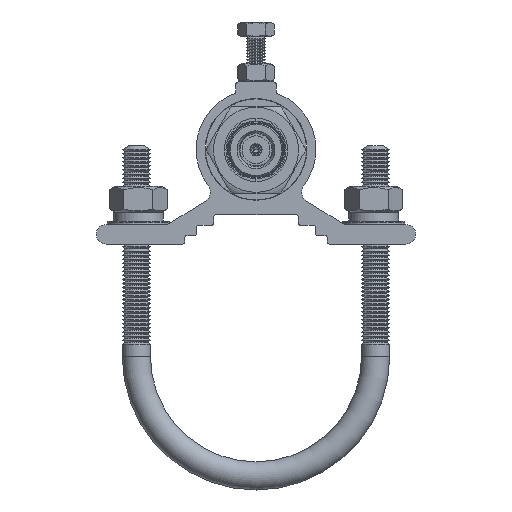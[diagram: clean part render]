
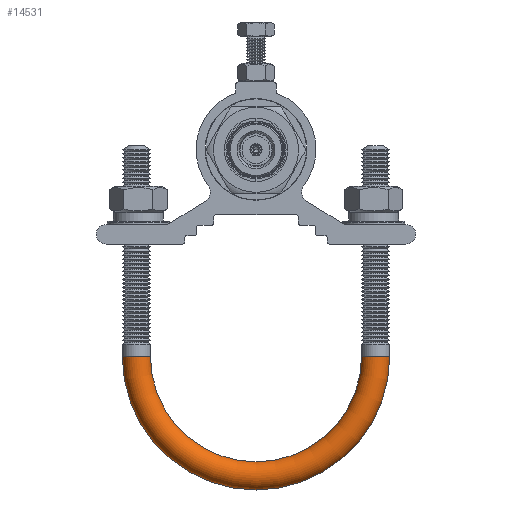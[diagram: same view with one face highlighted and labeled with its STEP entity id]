
A CAD part, front view. The second image highlights one B-rep face of the part: STEP entity #14531.
In plain terms, the highlighted toroidal (fillet/blend) face has major radius 30 mm and minor radius 3.531 mm.
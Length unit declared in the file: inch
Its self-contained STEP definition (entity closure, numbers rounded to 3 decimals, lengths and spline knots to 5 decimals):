
#950 = VERTEX_POINT ( 'NONE', #37479 ) ;
#1054 = CARTESIAN_POINT ( 'NONE',  ( 0., 0., 0. ) ) ;
#3688 = VERTEX_POINT ( 'NONE', #37491 ) ;
#4180 = AXIS2_PLACEMENT_3D ( 'NONE', #37990, #8426, #33527 ) ;
#4500 = DIRECTION ( 'NONE',  ( -1., 0., 0. ) ) ;
#4799 = CIRCLE ( 'NONE', #6638, 1.3201 ) ;
#6638 = AXIS2_PLACEMENT_3D ( 'NONE', #9363, #21310, #12702 ) ;
#7054 = CARTESIAN_POINT ( 'NONE',  ( 1.0421, 0., 0. ) ) ;
#8426 = DIRECTION ( 'NONE',  ( 0., -1., 0. ) ) ;
#9363 = CARTESIAN_POINT ( 'NONE',  ( 0., 0., 0. ) ) ;
#10284 = CARTESIAN_POINT ( 'NONE',  ( 1.3201, 0., 0. ) ) ;
#10411 = ORIENTED_EDGE ( 'NONE', *, *, #19455, .F. ) ;
#10548 = DIRECTION ( 'NONE',  ( 0., 0., -1. ) ) ;
#11499 = VERTEX_POINT ( 'NONE', #10284 ) ;
#12040 = AXIS2_PLACEMENT_3D ( 'NONE', #33715, #10548, #4500 ) ;
#12590 = DIRECTION ( 'NONE',  ( 0., 0., -1. ) ) ;
#12702 = DIRECTION ( 'NONE',  ( 0., 0., -1. ) ) ;
#13212 = VERTEX_POINT ( 'NONE', #7054 ) ;
#14531 = ADVANCED_FACE ( 'NONE', ( #15697 ), #19175, .T. ) ;
#15116 = ORIENTED_EDGE ( 'NONE', *, *, #19512, .T. ) ;
#15697 = FACE_OUTER_BOUND ( 'NONE', #24571, .T. ) ;
#15993 = CIRCLE ( 'NONE', #4180, 1.0421 ) ;
#16920 = AXIS2_PLACEMENT_3D ( 'NONE', #38197, #37831, #17605 ) ;
#16946 = EDGE_CURVE ( 'NONE', #3688, #950, #17538, .T. ) ;
#17322 = AXIS2_PLACEMENT_3D ( 'NONE', #1054, #24878, #12590 ) ;
#17406 = ORIENTED_EDGE ( 'NONE', *, *, #31543, .F. ) ;
#17538 = CIRCLE ( 'NONE', #16920, 0.139 ) ;
#17605 = DIRECTION ( 'NONE',  ( 1., 0., 0. ) ) ;
#19175 = TOROIDAL_SURFACE ( 'NONE', #17322, 1.1811, 0.139 ) ;
#19455 = EDGE_CURVE ( 'NONE', #13212, #950, #15993, .T. ) ;
#19512 = EDGE_CURVE ( 'NONE', #11499, #3688, #4799, .T. ) ;
#21310 = DIRECTION ( 'NONE',  ( 0., -1., 0. ) ) ;
#24571 = EDGE_LOOP ( 'NONE', ( #17406, #15116, #31917, #10411 ) ) ;
#24878 = DIRECTION ( 'NONE',  ( 0., -1., 0. ) ) ;
#30664 = CIRCLE ( 'NONE', #12040, 0.139 ) ;
#31543 = EDGE_CURVE ( 'NONE', #11499, #13212, #30664, .T. ) ;
#31917 = ORIENTED_EDGE ( 'NONE', *, *, #16946, .T. ) ;
#33527 = DIRECTION ( 'NONE',  ( 0., 0., -1. ) ) ;
#33715 = CARTESIAN_POINT ( 'NONE',  ( 1.1811, 0., 0. ) ) ;
#37479 = CARTESIAN_POINT ( 'NONE',  ( -1.0421, 0., 0. ) ) ;
#37491 = CARTESIAN_POINT ( 'NONE',  ( -1.3201, 0., 0. ) ) ;
#37831 = DIRECTION ( 'NONE',  ( 0., 0., 1. ) ) ;
#37990 = CARTESIAN_POINT ( 'NONE',  ( 0., 0., 0. ) ) ;
#38197 = CARTESIAN_POINT ( 'NONE',  ( -1.1811, 0., 0. ) ) ;
